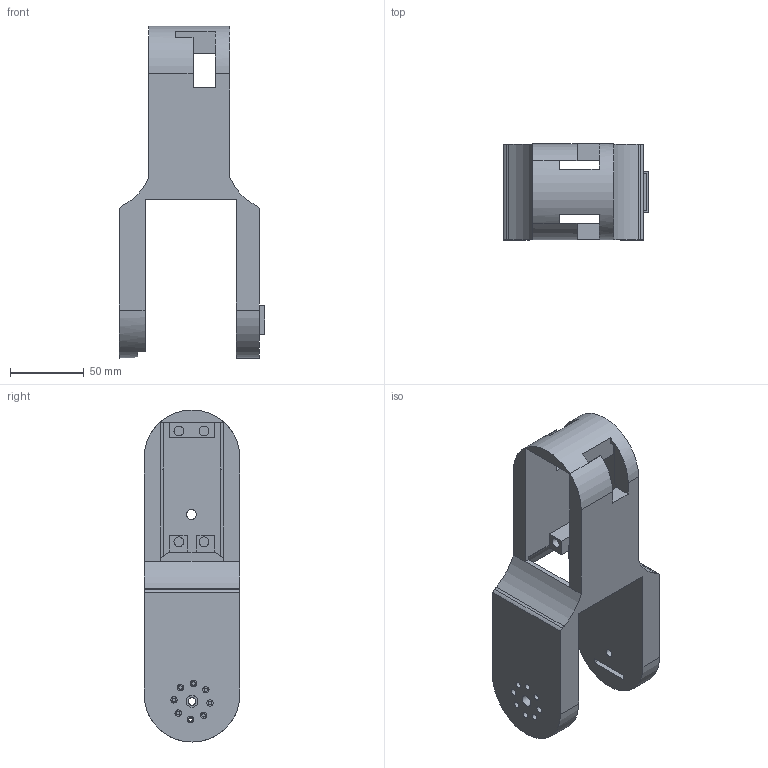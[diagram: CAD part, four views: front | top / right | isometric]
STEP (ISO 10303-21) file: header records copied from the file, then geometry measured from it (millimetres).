
FILE_DESCRIPTION(/* description */ (''),/* implementation_level */ '2;1');
FILE_NAME(/* name */ 'Eslabon2_de_cero v1.step',/* time_stamp */ '2025-11-06T18:37:58-06:00',/* author */ (''),/* organization */ (''),/* preprocessor_version */ 'ST-DEVELOPER v20.1',/* originating_system */ 'Autodesk Translation Framework v14.17.0.0',/* authorisation */ '');
FILE_SCHEMA (('AUTOMOTIVE_DESIGN { 1 0 10303 214 3 1 1 }'));
Length unit declared in the file: millimetre
Products named in the file (1): Eslabon2_de_cero
Bounding box: 98.6 x 65 x 225 mm (x, y, z)
Volume: 376705.3 mm3; surface area: 88381.7 mm2
Topology: 1 solids, 1 shells, 126 faces, 333 edges, 220 vertices
Faces by surface type: plane 88, cylinder 38
Full cylindrical faces by diameter (mm): 2.35 x8, 4.05 x1, 4.3 x8, 5.3 x1, 6.6 x5, 8 x1, 16.5 x1
Entity records: 3999 total; most frequent: CARTESIAN_POINT 680, DIRECTION 677, ORIENTED_EDGE 666, EDGE_CURVE 333, LINE 243, VECTOR 243, VERTEX_POINT 220, AXIS2_PLACEMENT_3D 217
